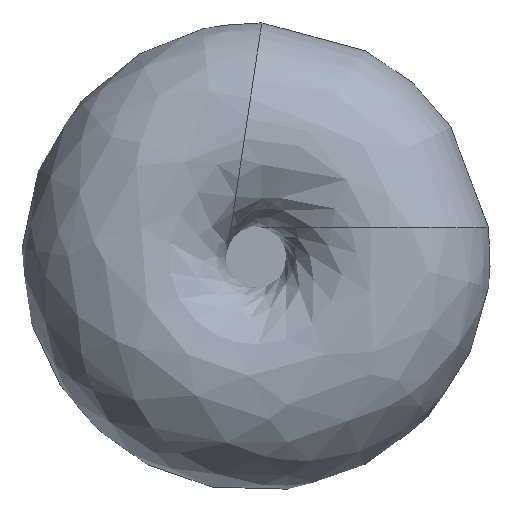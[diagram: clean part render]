
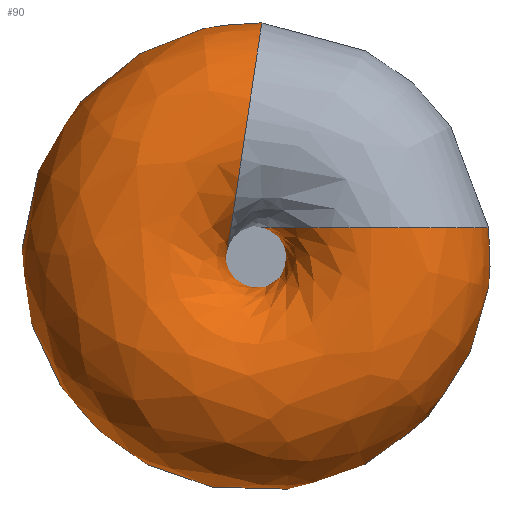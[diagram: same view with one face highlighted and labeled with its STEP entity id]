
A CAD part, left-side view. The second image highlights one B-rep face of the part: STEP entity #90.
In plain terms, the highlighted free-form (B-spline) face has degree [3, 3] with [7, 7] control points.
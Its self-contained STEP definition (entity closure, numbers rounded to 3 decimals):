
#32=(
BOUNDED_SURFACE()
B_SPLINE_SURFACE(3,3,((#474,#475,#476,#477,#478,#479,#480),(#481,#482,#483,
#484,#485,#486,#487),(#488,#489,#490,#491,#492,#493,#494),(#495,#496,#497,
#498,#499,#500,#501),(#502,#503,#504,#505,#506,#507,#508),(#509,#510,#511,
#512,#513,#514,#515),(#516,#517,#518,#519,#520,#521,#522)),
 .UNSPECIFIED.,.T.,.F.,.F.)
B_SPLINE_SURFACE_WITH_KNOTS((1,3,3,3,1),(4,3,4),(-0.5,0.,0.5,1.,1.5),(0.,
0.5,1.),.UNSPECIFIED.)
GEOMETRIC_REPRESENTATION_ITEM()
RATIONAL_B_SPLINE_SURFACE(((1.,0.565,0.565,1.,0.565,
0.565,1.),(0.333,0.188,0.188,
0.333,0.188,0.188,0.333),
(0.333,0.188,0.188,0.333,
0.188,0.188,0.333),(1.,0.565,
0.565,1.,0.565,0.565,1.),(0.333,
0.188,0.188,0.333,0.188,
0.188,0.333),(0.333,0.188,
0.188,0.333,0.188,0.188,
0.333),(1.,0.565,0.565,1.,0.565,
0.565,1.)))
REPRESENTATION_ITEM('')
SURFACE()
);
#90=ADVANCED_FACE('',(#124,#125),#32,.F.);
#124=FACE_BOUND('',#160,.T.);
#125=FACE_BOUND('',#161,.T.);
#160=EDGE_LOOP('',(#196));
#161=EDGE_LOOP('',(#197));
#196=ORIENTED_EDGE('',*,*,#234,.T.);
#197=ORIENTED_EDGE('',*,*,#235,.T.);
#216=VERTEX_POINT('',#471);
#217=VERTEX_POINT('',#473);
#234=EDGE_CURVE('',#216,#216,#252,.T.);
#235=EDGE_CURVE('',#217,#217,#253,.T.);
#252=CIRCLE('',#287,4.);
#253=CIRCLE('',#288,4.);
#287=AXIS2_PLACEMENT_3D('',#470,#356,#357);
#288=AXIS2_PLACEMENT_3D('',#472,#358,#359);
#356=DIRECTION('',(0.,0.989,0.149));
#357=DIRECTION('',(1.,0.,0.));
#358=DIRECTION('',(0.,0.,-1.));
#359=DIRECTION('',(1.,0.,0.));
#470=CARTESIAN_POINT('',(4.,0.401,4.042));
#471=CARTESIAN_POINT('',(8.,0.401,4.042));
#472=CARTESIAN_POINT('',(4.,-3.937,1.));
#473=CARTESIAN_POINT('',(8.,-3.937,1.));
#474=CARTESIAN_POINT('',(8.,-3.937,1.));
#475=CARTESIAN_POINT('',(8.,-5.043,-3.354));
#476=CARTESIAN_POINT('',(8.,-1.346,-5.905));
#477=CARTESIAN_POINT('',(8.,2.332,-3.326));
#478=CARTESIAN_POINT('',(8.,6.01,-0.747));
#479=CARTESIAN_POINT('',(8.,4.871,3.599));
#480=CARTESIAN_POINT('',(8.,0.401,4.042));
#481=CARTESIAN_POINT('',(8.,4.063,1.));
#482=CARTESIAN_POINT('',(8.,2.957,5.493));
#483=CARTESIAN_POINT('',(8.,-1.64,6.019));
#484=CARTESIAN_POINT('',(8.,-3.732,1.892));
#485=CARTESIAN_POINT('',(8.,-5.824,-2.235));
#486=CARTESIAN_POINT('',(8.,-2.682,-5.632));
#487=CARTESIAN_POINT('',(8.,1.595,-3.868));
#488=CARTESIAN_POINT('',(0.,4.063,1.));
#489=CARTESIAN_POINT('',(0.,2.957,5.493));
#490=CARTESIAN_POINT('',(0.,-1.64,6.019));
#491=CARTESIAN_POINT('',(0.,-3.732,1.892));
#492=CARTESIAN_POINT('',(0.,-5.824,-2.235));
#493=CARTESIAN_POINT('',(0.,-2.682,-5.632));
#494=CARTESIAN_POINT('',(0.,1.595,-3.868));
#495=CARTESIAN_POINT('',(0.,-3.937,1.));
#496=CARTESIAN_POINT('',(0.,-5.043,-3.354));
#497=CARTESIAN_POINT('',(0.,-1.346,-5.905));
#498=CARTESIAN_POINT('',(0.,2.332,-3.326));
#499=CARTESIAN_POINT('',(0.,6.01,-0.747));
#500=CARTESIAN_POINT('',(0.,4.871,3.599));
#501=CARTESIAN_POINT('',(0.,0.401,4.042));
#502=CARTESIAN_POINT('',(0.,-11.937,1.));
#503=CARTESIAN_POINT('',(0.,-13.043,-12.201));
#504=CARTESIAN_POINT('',(0.,-1.051,-17.829));
#505=CARTESIAN_POINT('',(0.,8.397,-8.544));
#506=CARTESIAN_POINT('',(0.,17.845,0.742));
#507=CARTESIAN_POINT('',(0.,12.425,12.83));
#508=CARTESIAN_POINT('',(0.,-0.793,11.953));
#509=CARTESIAN_POINT('',(8.,-11.937,1.));
#510=CARTESIAN_POINT('',(8.,-13.043,-12.201));
#511=CARTESIAN_POINT('',(8.,-1.051,-17.829));
#512=CARTESIAN_POINT('',(8.,8.397,-8.544));
#513=CARTESIAN_POINT('',(8.,17.845,0.742));
#514=CARTESIAN_POINT('',(8.,12.425,12.83));
#515=CARTESIAN_POINT('',(8.,-0.793,11.953));
#516=CARTESIAN_POINT('',(8.,-3.937,1.));
#517=CARTESIAN_POINT('',(8.,-5.043,-3.354));
#518=CARTESIAN_POINT('',(8.,-1.346,-5.905));
#519=CARTESIAN_POINT('',(8.,2.332,-3.326));
#520=CARTESIAN_POINT('',(8.,6.01,-0.747));
#521=CARTESIAN_POINT('',(8.,4.871,3.599));
#522=CARTESIAN_POINT('',(8.,0.401,4.042));
